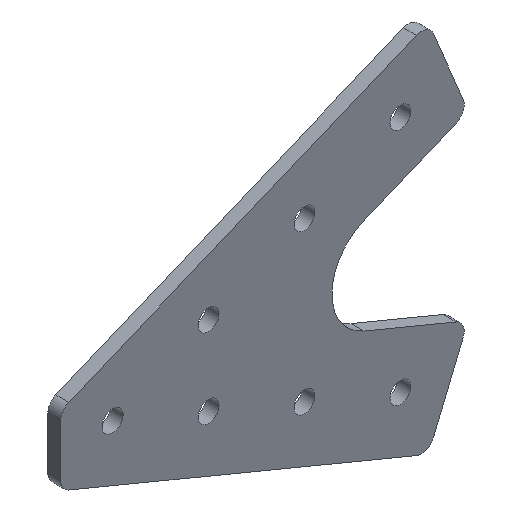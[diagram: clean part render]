
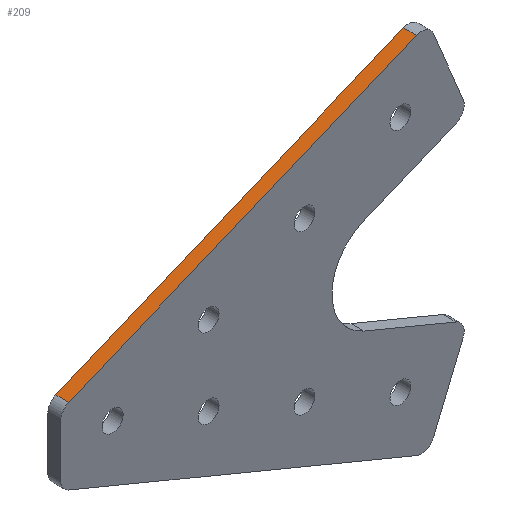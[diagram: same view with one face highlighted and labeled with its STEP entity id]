
A CAD part, isometric view. The second image highlights one B-rep face of the part: STEP entity #209.
In plain terms, the highlighted planar face has unit normal (-0.383, 0, 0.924).
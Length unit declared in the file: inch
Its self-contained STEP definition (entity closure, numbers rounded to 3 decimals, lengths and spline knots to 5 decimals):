
#3 = DIRECTION ( 'NONE',  ( -0.924, 0., -0.383 ) ) ;
#14 = VERTEX_POINT ( 'NONE', #225 ) ;
#15 = DIRECTION ( 'NONE',  ( 0.924, 0., 0.383 ) ) ;
#17 = CARTESIAN_POINT ( 'NONE',  ( 2.92675, 0.125, 1.7535 ) ) ;
#19 = LINE ( 'NONE', #64, #682 ) ;
#64 = CARTESIAN_POINT ( 'NONE',  ( 2.92675, 0.125, 1.7535 ) ) ;
#68 = DIRECTION ( 'NONE',  ( 0., 1., 0. ) ) ;
#79 = CARTESIAN_POINT ( 'NONE',  ( -0.5, 0., 0.33409 ) ) ;
#93 = AXIS2_PLACEMENT_3D ( 'NONE', #270, #356, #3 ) ;
#97 = EDGE_CURVE ( 'NONE', #14, #767, #362, .T. ) ;
#159 = CARTESIAN_POINT ( 'NONE',  ( -0.42284, 0.125, 0.36605 ) ) ;
#164 = LINE ( 'NONE', #208, #695 ) ;
#176 = DIRECTION ( 'NONE',  ( 0.924, 0., 0.383 ) ) ;
#208 = CARTESIAN_POINT ( 'NONE',  ( -0.5, 0.125, 0.33409 ) ) ;
#209 = ADVANCED_FACE ( 'NONE', ( #755 ), #293, .F. ) ;
#225 = CARTESIAN_POINT ( 'NONE',  ( -0.42284, 0., 0.36605 ) ) ;
#261 = CARTESIAN_POINT ( 'NONE',  ( -0.42284, 0.125, 0.36605 ) ) ;
#270 = CARTESIAN_POINT ( 'NONE',  ( -0.5, 0.125, 0.33409 ) ) ;
#293 = PLANE ( 'NONE',  #93 ) ;
#339 = VECTOR ( 'NONE', #176, 39.37008 ) ;
#356 = DIRECTION ( 'NONE',  ( 0.383, 0., -0.924 ) ) ;
#362 = LINE ( 'NONE', #79, #339 ) ;
#378 = DIRECTION ( 'NONE',  ( 0., -1., 0. ) ) ;
#403 = EDGE_CURVE ( 'NONE', #780, #782, #164, .T. ) ;
#406 = EDGE_CURVE ( 'NONE', #767, #782, #19, .T. ) ;
#532 = ORIENTED_EDGE ( 'NONE', *, *, #403, .F. ) ;
#543 = ORIENTED_EDGE ( 'NONE', *, *, #734, .T. ) ;
#545 = ORIENTED_EDGE ( 'NONE', *, *, #97, .T. ) ;
#547 = ORIENTED_EDGE ( 'NONE', *, *, #406, .T. ) ;
#585 = CARTESIAN_POINT ( 'NONE',  ( 2.92675, 0., 1.7535 ) ) ;
#621 = VECTOR ( 'NONE', #378, 39.37008 ) ;
#682 = VECTOR ( 'NONE', #68, 39.37008 ) ;
#695 = VECTOR ( 'NONE', #15, 39.37008 ) ;
#726 = LINE ( 'NONE', #159, #621 ) ;
#734 = EDGE_CURVE ( 'NONE', #780, #14, #726, .T. ) ;
#755 = FACE_OUTER_BOUND ( 'NONE', #785, .T. ) ;
#767 = VERTEX_POINT ( 'NONE', #585 ) ;
#780 = VERTEX_POINT ( 'NONE', #261 ) ;
#782 = VERTEX_POINT ( 'NONE', #17 ) ;
#785 = EDGE_LOOP ( 'NONE', ( #532, #543, #545, #547 ) ) ;
